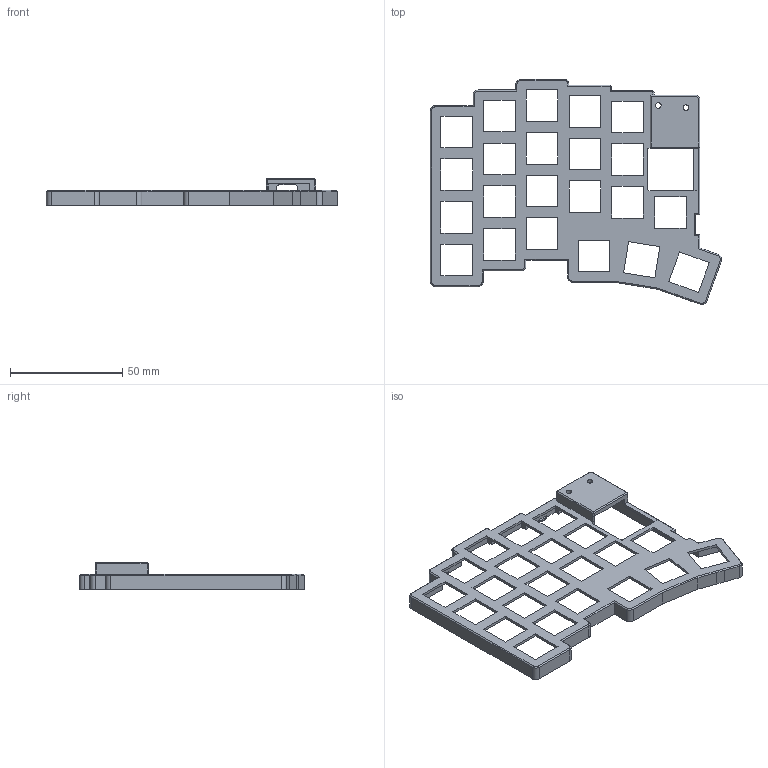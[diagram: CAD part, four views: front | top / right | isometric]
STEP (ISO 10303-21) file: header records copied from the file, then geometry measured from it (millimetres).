
FILE_DESCRIPTION(/* description */ ('HOOPS Exchange Step'),/* implementation_level */ '2;1');
FILE_NAME(/* name */ 'top_L_LP v21.step',/* time_stamp */ '2025-05-31T16:00:14+08:00',/* author */ (''),/* organization */ (''),/* preprocessor_version */ 'ST-DEVELOPER v20.1',/* originating_system */ 'Autodesk Translation Framework v14.10.0.0',/* authorisation */ '');
FILE_SCHEMA (('AUTOMOTIVE_DESIGN { 1 0 10303 214 3 1 1 }'));
Length unit declared in the file: millimetre
Products named in the file (1): L_top
Bounding box: 129.87 x 100.39 x 12 mm (x, y, z)
Volume: 11302.4 mm3; surface area: 18878.5 mm2
Topology: 1 solids, 1 shells, 292 faces, 824 edges, 528 vertices
Faces by surface type: plane 235, cylinder 39, cone 15, torus 2, bspline 1
Full cylindrical faces by diameter (mm): 2.5 x2
Entity records: 9396 total; most frequent: CARTESIAN_POINT 1661, ORIENTED_EDGE 1644, DIRECTION 1503, EDGE_CURVE 822, LINE 719, VECTOR 719, VERTEX_POINT 528, AXIS2_PLACEMENT_3D 392
